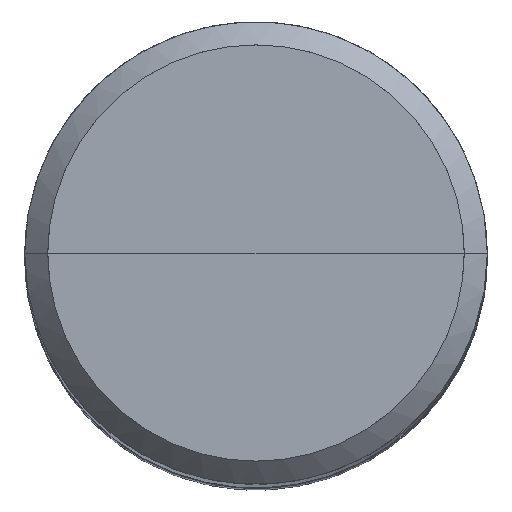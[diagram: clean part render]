
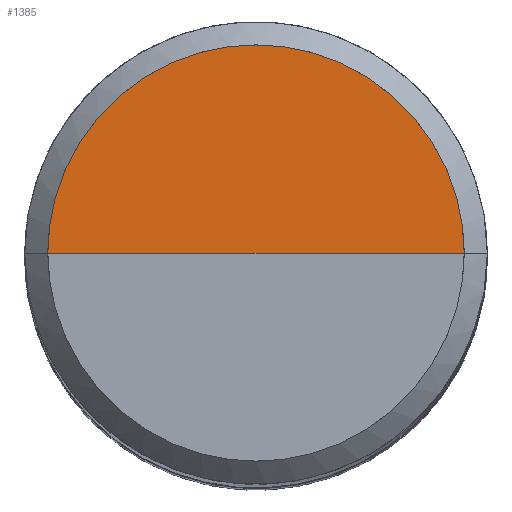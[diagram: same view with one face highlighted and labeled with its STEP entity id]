
A CAD part, top view. The second image highlights one B-rep face of the part: STEP entity #1385.
In plain terms, the highlighted free-form (B-spline) face has degree [1, 2] with [2, 5] control points.
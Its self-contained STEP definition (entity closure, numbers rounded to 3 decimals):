
#1095=CARTESIAN_POINT('',(4.5,0.0,48.0));
#1096=CARTESIAN_POINT('',(4.5,4.5,48.0));
#1097=CARTESIAN_POINT('',(0.0,4.5,48.0));
#1098=CARTESIAN_POINT('',(-4.5,4.5,48.0));
#1099=CARTESIAN_POINT('',(-4.5,0.0,48.0));
#1100=CARTESIAN_POINT('',(0.0,0.0,48.0));
#1370=(
BOUNDED_SURFACE()
B_SPLINE_SURFACE(1,2,(
(#1095,#1096,#1097,#1098,#1099),
(#1100,#1100,#1100,#1100,#1100)
), .UNSPECIFIED.,.F.,.F.,.F.)
B_SPLINE_SURFACE_WITH_KNOTS((2,2),(3,2,3),(
0.0,1.0),(
0.0,0.5,1.0), .UNSPECIFIED.)
GEOMETRIC_REPRESENTATION_ITEM()
RATIONAL_B_SPLINE_SURFACE(((1.0,0.707,1.0,0.707,1.0),
(1.0,0.707,1.0,0.707,1.0)
))
REPRESENTATION_ITEM('')
SURFACE()
);
#1371=(
BOUNDED_CURVE()
B_SPLINE_CURVE(2,(#1099,#1098,#1097,#1096,#1095),.UNSPECIFIED.,.F.,.F.)
B_SPLINE_CURVE_WITH_KNOTS((3,2,3),
(0.0,0.5,1.0),.UNSPECIFIED.)
CURVE()
GEOMETRIC_REPRESENTATION_ITEM()
RATIONAL_B_SPLINE_CURVE((1.0,0.707,1.0,0.707,1.0))
REPRESENTATION_ITEM('')
);
#1372=(
BOUNDED_CURVE()
B_SPLINE_CURVE(1,(#1095,#1100),.UNSPECIFIED.,.F.,.F.)
B_SPLINE_CURVE_WITH_KNOTS((2,2),
(0.0,1.0),.UNSPECIFIED.)
CURVE()
GEOMETRIC_REPRESENTATION_ITEM()
RATIONAL_B_SPLINE_CURVE((1.0,1.0))
REPRESENTATION_ITEM('')
);
#1373=(
BOUNDED_CURVE()
B_SPLINE_CURVE(1,(#1100,#1099),.UNSPECIFIED.,.F.,.F.)
B_SPLINE_CURVE_WITH_KNOTS((2,2),
(0.0,1.0),.UNSPECIFIED.)
CURVE()
GEOMETRIC_REPRESENTATION_ITEM()
RATIONAL_B_SPLINE_CURVE((1.0,1.0))
REPRESENTATION_ITEM('')
);
#1374=VERTEX_POINT('',#1095);
#1375=VERTEX_POINT('',#1099);
#1376=VERTEX_POINT('',#1100);
#1377=EDGE_CURVE('',#1375,#1374,#1371,.T.);
#1378=EDGE_CURVE('',#1374,#1376,#1372,.T.);
#1379=EDGE_CURVE('',#1376,#1375,#1373,.T.);
#1380=ORIENTED_EDGE('',*,*,#1377,.T.);
#1381=ORIENTED_EDGE('',*,*,#1378,.T.);
#1382=ORIENTED_EDGE('',*,*,#1379,.T.);
#1383=EDGE_LOOP('',(#1380,#1381,#1382));
#1384=FACE_OUTER_BOUND('',#1383,.T.);
#1385=ADVANCED_FACE('',(#1384),#1370,.T.);
